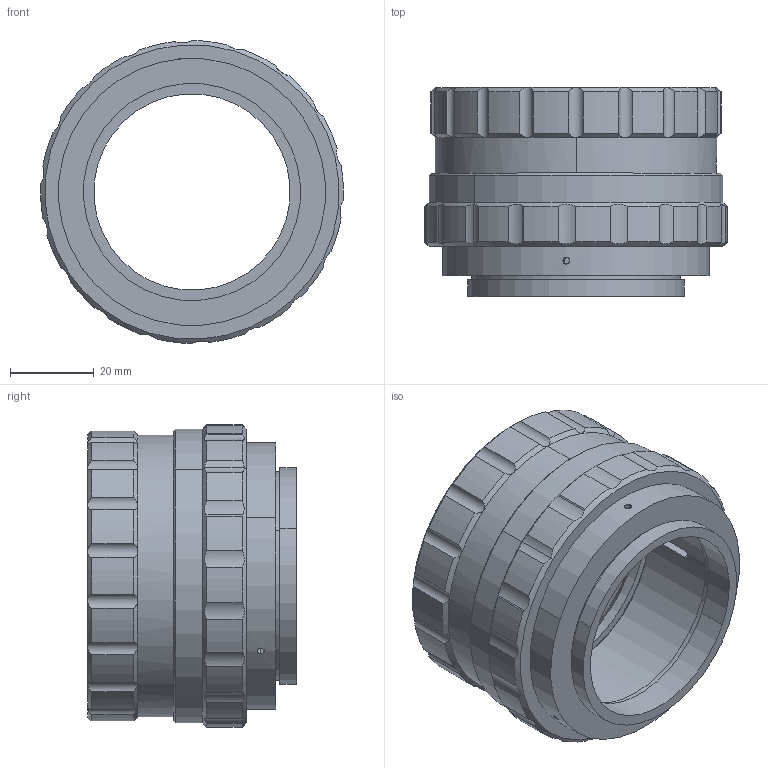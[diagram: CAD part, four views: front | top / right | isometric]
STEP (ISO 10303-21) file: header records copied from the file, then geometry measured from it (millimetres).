
FILE_DESCRIPTION (( 'STEP AP203' ), '1' );
FILE_NAME ('508004.STEP', '2021-06-23T03:58:46', ( '' ), ( '' ), 'SwSTEP 2.0', 'SolidWorks 2020', '' );
FILE_SCHEMA (( 'CONFIG_CONTROL_DESIGN' ));
Length unit declared in the file: millimetre
Products named in the file (1): 508004
Bounding box: 72.49 x 50 x 72.5 mm (x, y, z)
Volume: 69967.8 mm3; surface area: 61295.7 mm2
Topology: 6 solids, 6 shells, 274 faces, 740 edges, 499 vertices
Faces by surface type: cylinder 180, cone 59, plane 35
Entity records: 10590 total; most frequent: CARTESIAN_POINT 3644, ORIENTED_EDGE 1480, DIRECTION 1375, EDGE_CURVE 740, AXIS2_PLACEMENT_3D 560, VERTEX_POINT 499, EDGE_LOOP 329, CIRCLE 285
